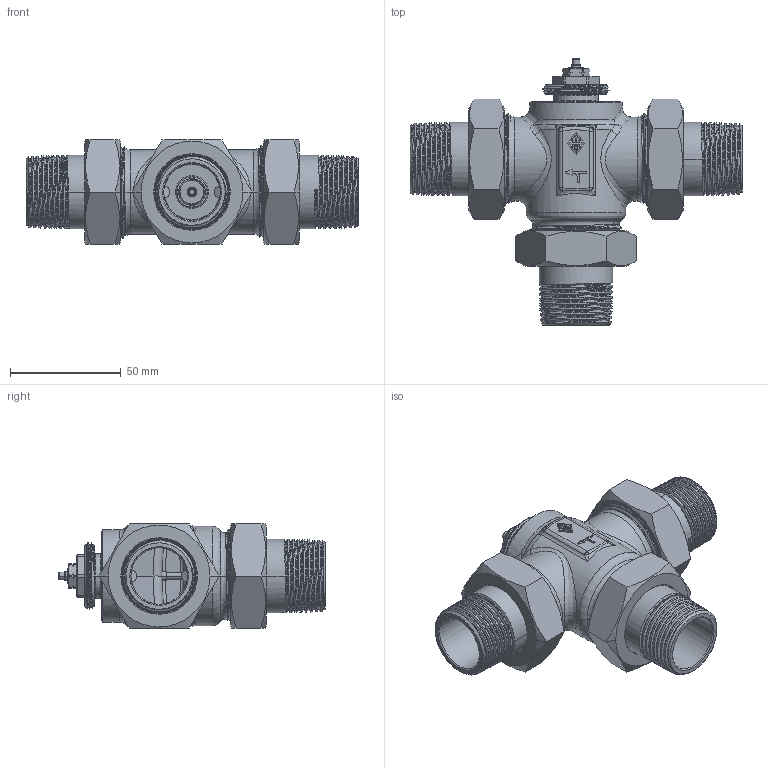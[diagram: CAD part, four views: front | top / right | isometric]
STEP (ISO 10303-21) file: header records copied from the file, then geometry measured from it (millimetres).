
FILE_DESCRIPTION((''),'2;1');
FILE_NAME('4170-24-000-010_SW0002','2014-05-28T',('marann'),(''),'PRO/ENGINEER BY PARAMETRIC TECHNOLOGY CORPORATION, 2011490','PRO/ENGINEER BY PARAMETRIC TECHNOLOGY CORPORATION, 2011490','');
FILE_SCHEMA(('CONFIG_CONTROL_DESIGN'));
Products named in the file (1): 4170-24-000-010_SW0002
Bounding box: 150 x 120.3 x 47 mm (x, y, z)
Volume: 136441.9 mm3; surface area: 73690.1 mm2
Topology: 1 solids, 1 shells, 1149 faces, 2894 edges, 1791 vertices
Faces by surface type: plane 404, cylinder 247, cone 200, bspline 194, torus 90, sphere 14
Entity records: 70705 total; most frequent: CARTESIAN_POINT 45033, ORIENTED_EDGE 5784, DIRECTION 4689, EDGE_CURVE 2892, VERTEX_POINT 1791, AXIS2_PLACEMENT_3D 1695, VECTOR 1299, LINE 1299
